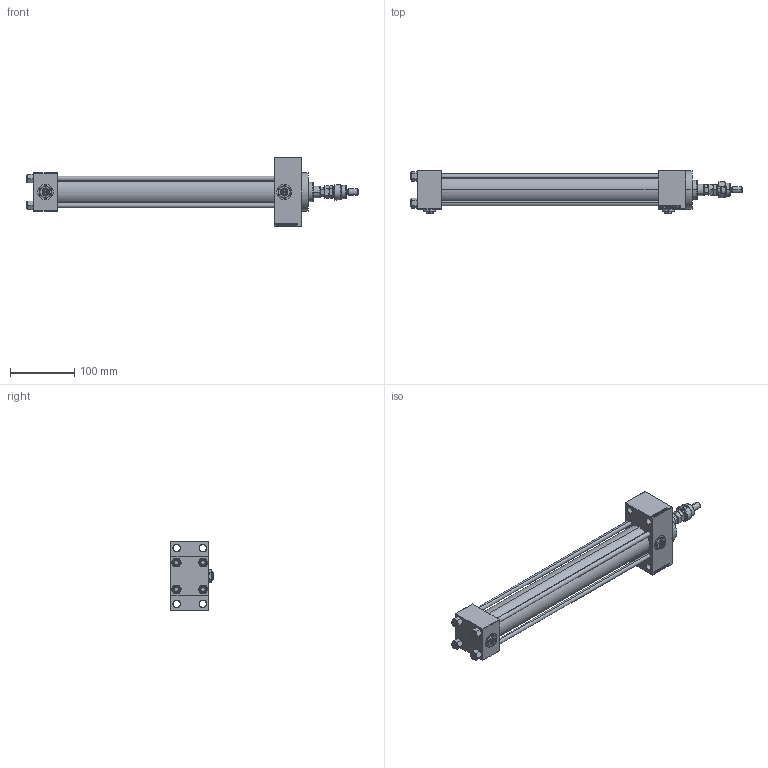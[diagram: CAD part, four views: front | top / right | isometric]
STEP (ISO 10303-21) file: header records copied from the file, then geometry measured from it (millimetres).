
FILE_DESCRIPTION (( 'STEP AP203' ), '1' );
FILE_NAME ('ae4c.STEP', '2023-08-23T07:25:50', ( '' ), ( '' ), 'SwSTEP 2.0', 'SolidWorks 2019', '' );
FILE_SCHEMA (( 'CONFIG_CONTROL_DESIGN' ));
Length unit declared in the file: millimetre
Products named in the file (10): V215CR_VCP_D 76c33f356f80ce778569d87b86e81120; Zatka_pro_OIL_PORT 76c33f356f80ce778569d87b86e81120; MFA 76c33f356f80ce778569d87b86e81120; FEMALE_PART_FOR_DFA 76c33f356f80ce778569d87b86e81120; V215_VC_A 76c33f356f80ce778569d87b86e81120; ae4c; V215CR_D_Body 76c33f356f80ce778569d87b86e81120; NUT_M5_D 76c33f356f80ce778569d87b86e81120; V215CR_D_TYCINKA 76c33f356f80ce778569d87b86e81120; DFA 76c33f356f80ce778569d87b86e81120
Assembly tree (16 placements, depth 3):
  ae4c
    V215CR_D_Body 76c33f356f80ce778569d87b86e81120
    V215CR_VCP_D 76c33f356f80ce778569d87b86e81120
    NUT_M5_D 76c33f356f80ce778569d87b86e81120  x4
    V215CR_D_TYCINKA 76c33f356f80ce778569d87b86e81120  x4
    V215_VC_A 76c33f356f80ce778569d87b86e81120
    DFA 76c33f356f80ce778569d87b86e81120
      FEMALE_PART_FOR_DFA 76c33f356f80ce778569d87b86e81120
      MFA 76c33f356f80ce778569d87b86e81120
    Zatka_pro_OIL_PORT 76c33f356f80ce778569d87b86e81120  x2
Bounding box: 518 x 67 x 109 mm (x, y, z)
Volume: 768409.1 mm3; surface area: 248992.2 mm2
Topology: 15 solids, 15 shells, 1291 faces, 3170 edges, 2027 vertices
Faces by surface type: plane 574, bspline 368, cone 224, cylinder 113, torus 12
Entity records: 52100 total; most frequent: CARTESIAN_POINT 26399, ORIENTED_EDGE 5640, DIRECTION 3836, EDGE_CURVE 2820, VERTEX_POINT 1825, LINE 1612, VECTOR 1612, EDGE_LOOP 1269
